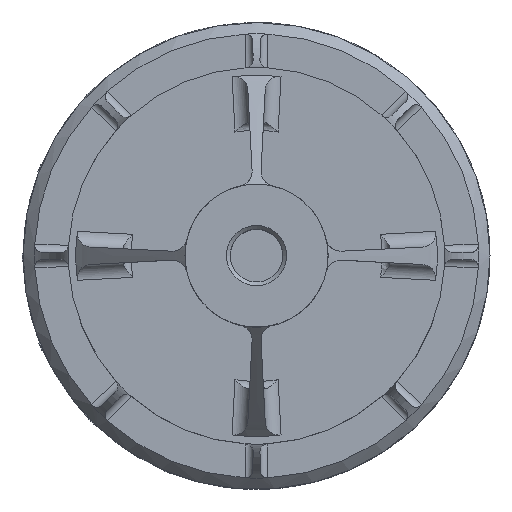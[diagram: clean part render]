
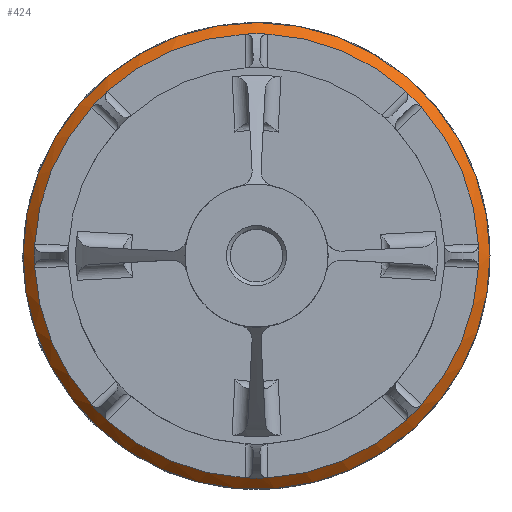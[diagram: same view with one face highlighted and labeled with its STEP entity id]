
A CAD part, top view. The second image highlights one B-rep face of the part: STEP entity #424.
In plain terms, the highlighted conical face has half-angle 45 degrees and reference radius 29.5 mm.
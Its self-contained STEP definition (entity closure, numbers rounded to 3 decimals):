
#146=CONICAL_SURFACE('',#6753,29.5,45.);
#178=FACE_BOUND('',#1312,.T.);
#179=FACE_BOUND('',#1313,.T.);
#424=ADVANCED_FACE('',(#178,#179),#146,.T.);
#1312=EDGE_LOOP('',(#3276));
#1313=EDGE_LOOP('',(#3277,#3278,#3279,#3280,#3281,#3282,#3283,#3284,#3285,
#3286,#3287,#3288,#3289,#3290,#3291,#3292));
#3276=ORIENTED_EDGE('',*,*,#5687,.F.);
#3277=ORIENTED_EDGE('',*,*,#5413,.F.);
#3278=ORIENTED_EDGE('',*,*,#5731,.T.);
#3279=ORIENTED_EDGE('',*,*,#5729,.F.);
#3280=ORIENTED_EDGE('',*,*,#5732,.T.);
#3281=ORIENTED_EDGE('',*,*,#5311,.F.);
#3282=ORIENTED_EDGE('',*,*,#5733,.T.);
#3283=ORIENTED_EDGE('',*,*,#5328,.F.);
#3284=ORIENTED_EDGE('',*,*,#5734,.T.);
#3285=ORIENTED_EDGE('',*,*,#5345,.F.);
#3286=ORIENTED_EDGE('',*,*,#5735,.T.);
#3287=ORIENTED_EDGE('',*,*,#5362,.F.);
#3288=ORIENTED_EDGE('',*,*,#5736,.T.);
#3289=ORIENTED_EDGE('',*,*,#5379,.F.);
#3290=ORIENTED_EDGE('',*,*,#5737,.T.);
#3291=ORIENTED_EDGE('',*,*,#5396,.F.);
#3292=ORIENTED_EDGE('',*,*,#5738,.T.);
#4678=VERTEX_POINT('',#9065);
#4679=VERTEX_POINT('',#9066);
#4692=VERTEX_POINT('',#9106);
#4693=VERTEX_POINT('',#9107);
#4706=VERTEX_POINT('',#9147);
#4707=VERTEX_POINT('',#9148);
#4720=VERTEX_POINT('',#9188);
#4721=VERTEX_POINT('',#9189);
#4734=VERTEX_POINT('',#9229);
#4735=VERTEX_POINT('',#9230);
#4748=VERTEX_POINT('',#9270);
#4749=VERTEX_POINT('',#9271);
#4762=VERTEX_POINT('',#9311);
#4763=VERTEX_POINT('',#9312);
#4975=VERTEX_POINT('',#11159);
#5008=VERTEX_POINT('',#11474);
#5009=VERTEX_POINT('',#11476);
#5311=EDGE_CURVE('',#4678,#4679,#6255,.T.);
#5328=EDGE_CURVE('',#4692,#4693,#6262,.T.);
#5345=EDGE_CURVE('',#4706,#4707,#6269,.T.);
#5362=EDGE_CURVE('',#4720,#4721,#6276,.T.);
#5379=EDGE_CURVE('',#4734,#4735,#6283,.T.);
#5396=EDGE_CURVE('',#4748,#4749,#6290,.T.);
#5413=EDGE_CURVE('',#4762,#4763,#6297,.T.);
#5687=EDGE_CURVE('',#4975,#4975,#6393,.T.);
#5729=EDGE_CURVE('',#5008,#5009,#6402,.T.);
#5731=EDGE_CURVE('',#4762,#5009,#6403,.T.);
#5732=EDGE_CURVE('',#5008,#4679,#6404,.T.);
#5733=EDGE_CURVE('',#4678,#4693,#6405,.T.);
#5734=EDGE_CURVE('',#4692,#4707,#6406,.T.);
#5735=EDGE_CURVE('',#4706,#4721,#6407,.T.);
#5736=EDGE_CURVE('',#4720,#4735,#6408,.T.);
#5737=EDGE_CURVE('',#4734,#4749,#6409,.T.);
#5738=EDGE_CURVE('',#4748,#4763,#6410,.T.);
#6255=CIRCLE('',#6535,29.5);
#6262=CIRCLE('',#6546,29.5);
#6269=CIRCLE('',#6557,29.5);
#6276=CIRCLE('',#6568,29.5);
#6283=CIRCLE('',#6579,29.5);
#6290=CIRCLE('',#6590,29.5);
#6297=CIRCLE('',#6601,29.5);
#6393=CIRCLE('',#6733,31.);
#6402=CIRCLE('',#6743,29.5);
#6403=CIRCLE('',#6745,29.5);
#6404=CIRCLE('',#6746,29.5);
#6405=CIRCLE('',#6747,29.5);
#6406=CIRCLE('',#6748,29.5);
#6407=CIRCLE('',#6749,29.5);
#6408=CIRCLE('',#6750,29.5);
#6409=CIRCLE('',#6751,29.5);
#6410=CIRCLE('',#6752,29.5);
#6535=AXIS2_PLACEMENT_3D('',#9064,#7270,#7271);
#6546=AXIS2_PLACEMENT_3D('',#9105,#7300,#7301);
#6557=AXIS2_PLACEMENT_3D('',#9146,#7330,#7331);
#6568=AXIS2_PLACEMENT_3D('',#9187,#7360,#7361);
#6579=AXIS2_PLACEMENT_3D('',#9228,#7390,#7391);
#6590=AXIS2_PLACEMENT_3D('',#9269,#7420,#7421);
#6601=AXIS2_PLACEMENT_3D('',#9310,#7450,#7451);
#6733=AXIS2_PLACEMENT_3D('',#11158,#7805,#7806);
#6743=AXIS2_PLACEMENT_3D('',#11475,#7842,#7843);
#6745=AXIS2_PLACEMENT_3D('',#11479,#7847,#7848);
#6746=AXIS2_PLACEMENT_3D('',#11480,#7849,#7850);
#6747=AXIS2_PLACEMENT_3D('',#11481,#7851,#7852);
#6748=AXIS2_PLACEMENT_3D('',#11482,#7853,#7854);
#6749=AXIS2_PLACEMENT_3D('',#11483,#7855,#7856);
#6750=AXIS2_PLACEMENT_3D('',#11484,#7857,#7858);
#6751=AXIS2_PLACEMENT_3D('',#11485,#7859,#7860);
#6752=AXIS2_PLACEMENT_3D('',#11486,#7861,#7862);
#6753=AXIS2_PLACEMENT_3D('',#11487,#7863,#7864);
#7270=DIRECTION('',(0.,0.,1.));
#7271=DIRECTION('',(1.,0.,0.));
#7300=DIRECTION('',(0.,0.,1.));
#7301=DIRECTION('',(1.,0.,0.));
#7330=DIRECTION('',(0.,0.,1.));
#7331=DIRECTION('',(1.,0.,0.));
#7360=DIRECTION('',(0.,0.,1.));
#7361=DIRECTION('',(1.,0.,0.));
#7390=DIRECTION('',(0.,0.,1.));
#7391=DIRECTION('',(1.,0.,0.));
#7420=DIRECTION('',(0.,0.,1.));
#7421=DIRECTION('',(1.,0.,0.));
#7450=DIRECTION('',(0.,0.,1.));
#7451=DIRECTION('',(1.,0.,0.));
#7805=DIRECTION('',(0.,0.,-1.));
#7806=DIRECTION('',(1.,0.,0.));
#7842=DIRECTION('',(0.,0.,1.));
#7843=DIRECTION('',(1.,0.,0.));
#7847=DIRECTION('',(0.,0.,-1.));
#7848=DIRECTION('',(-1.,0.,0.));
#7849=DIRECTION('',(0.,0.,-1.));
#7850=DIRECTION('',(-1.,0.,0.));
#7851=DIRECTION('',(0.,0.,-1.));
#7852=DIRECTION('',(-1.,0.,0.));
#7853=DIRECTION('',(0.,0.,-1.));
#7854=DIRECTION('',(-1.,0.,0.));
#7855=DIRECTION('',(0.,0.,-1.));
#7856=DIRECTION('',(-1.,0.,0.));
#7857=DIRECTION('',(0.,0.,-1.));
#7858=DIRECTION('',(-1.,0.,0.));
#7859=DIRECTION('',(0.,0.,-1.));
#7860=DIRECTION('',(-1.,0.,0.));
#7861=DIRECTION('',(0.,0.,-1.));
#7862=DIRECTION('',(-1.,0.,0.));
#7863=DIRECTION('',(0.,0.,-1.));
#7864=DIRECTION('',(-1.,0.,0.));
#9064=CARTESIAN_POINT('',(0.,0.,2.));
#9065=CARTESIAN_POINT('',(1.514,-29.461,2.));
#9066=CARTESIAN_POINT('',(19.761,-21.903,2.));
#9105=CARTESIAN_POINT('',(0.,0.,2.));
#9106=CARTESIAN_POINT('',(-19.761,-21.903,2.));
#9107=CARTESIAN_POINT('',(-1.514,-29.461,2.));
#9146=CARTESIAN_POINT('',(0.,0.,2.));
#9147=CARTESIAN_POINT('',(-29.461,-1.514,2.));
#9148=CARTESIAN_POINT('',(-21.903,-19.761,2.));
#9187=CARTESIAN_POINT('',(0.,0.,2.));
#9188=CARTESIAN_POINT('',(-21.903,19.761,2.));
#9189=CARTESIAN_POINT('',(-29.461,1.514,2.));
#9228=CARTESIAN_POINT('',(0.,0.,2.));
#9229=CARTESIAN_POINT('',(-1.514,29.461,2.));
#9230=CARTESIAN_POINT('',(-19.761,21.903,2.));
#9269=CARTESIAN_POINT('',(0.,0.,2.));
#9270=CARTESIAN_POINT('',(19.761,21.903,2.));
#9271=CARTESIAN_POINT('',(1.514,29.461,2.));
#9310=CARTESIAN_POINT('',(0.,0.,2.));
#9311=CARTESIAN_POINT('',(29.461,1.514,2.));
#9312=CARTESIAN_POINT('',(21.903,19.761,2.));
#11158=CARTESIAN_POINT('',(0.,0.,0.5));
#11159=CARTESIAN_POINT('',(31.,0.,0.5));
#11474=CARTESIAN_POINT('',(21.903,-19.761,2.));
#11475=CARTESIAN_POINT('',(0.,0.,2.));
#11476=CARTESIAN_POINT('',(29.461,-1.514,2.));
#11479=CARTESIAN_POINT('',(0.,0.,2.));
#11480=CARTESIAN_POINT('',(0.,0.,2.));
#11481=CARTESIAN_POINT('',(0.,0.,2.));
#11482=CARTESIAN_POINT('',(0.,0.,2.));
#11483=CARTESIAN_POINT('',(0.,0.,2.));
#11484=CARTESIAN_POINT('',(0.,0.,2.));
#11485=CARTESIAN_POINT('',(0.,0.,2.));
#11486=CARTESIAN_POINT('',(0.,0.,2.));
#11487=CARTESIAN_POINT('',(0.,0.,2.));
